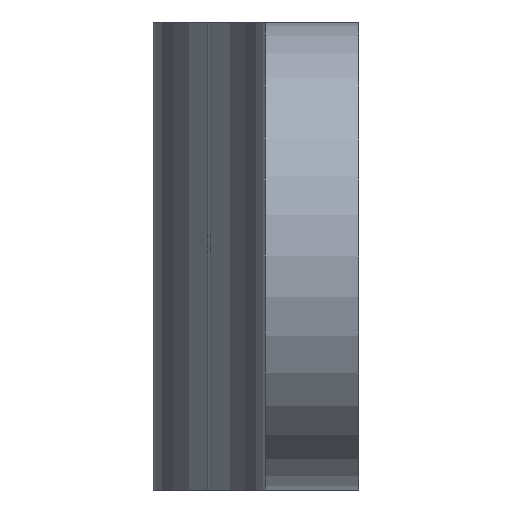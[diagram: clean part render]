
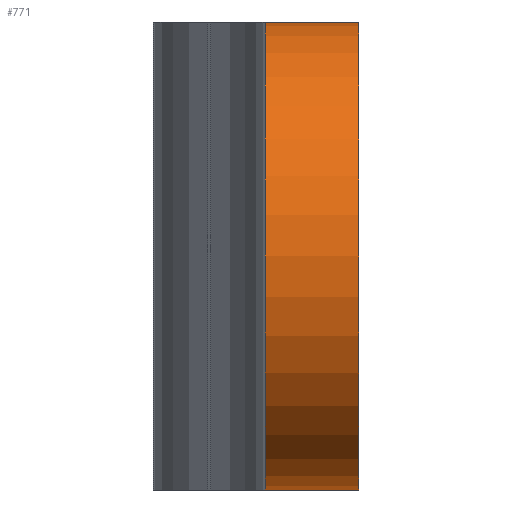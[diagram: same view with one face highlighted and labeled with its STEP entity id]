
A CAD part, left-side view. The second image highlights one B-rep face of the part: STEP entity #771.
In plain terms, the highlighted cylindrical face has radius 12.5 mm (diameter 25 mm), a partial arc.
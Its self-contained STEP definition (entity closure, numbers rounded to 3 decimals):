
#16 = AXIS2_PLACEMENT_3D ( 'NONE', #543, #958, #540 ) ;
#53 = CIRCLE ( 'NONE', #16, 12.5 ) ;
#66 = VECTOR ( 'NONE', #406, 1000. ) ;
#68 = VECTOR ( 'NONE', #217, 1000. ) ;
#96 = CARTESIAN_POINT ( 'NONE',  ( -44.5, 0., 0. ) ) ;
#119 = DIRECTION ( 'NONE',  ( 0., 1., 0. ) ) ;
#181 = EDGE_CURVE ( 'NONE', #673, #652, #733, .T. ) ;
#217 = DIRECTION ( 'NONE',  ( 0., 1., 0. ) ) ;
#265 = ORIENTED_EDGE ( 'NONE', *, *, #181, .F. ) ;
#280 = CIRCLE ( 'NONE', #499, 12.5 ) ;
#281 = AXIS2_PLACEMENT_3D ( 'NONE', #670, #119, #435 ) ;
#406 = DIRECTION ( 'NONE',  ( 0., 1., 0. ) ) ;
#407 = ORIENTED_EDGE ( 'NONE', *, *, #425, .F. ) ;
#419 = EDGE_CURVE ( 'NONE', #652, #740, #280, .T. ) ;
#425 = EDGE_CURVE ( 'NONE', #745, #673, #53, .T. ) ;
#426 = ORIENTED_EDGE ( 'NONE', *, *, #568, .T. ) ;
#435 = DIRECTION ( 'NONE',  ( 0., 0., 1. ) ) ;
#439 = CYLINDRICAL_SURFACE ( 'NONE', #281, 12.5 ) ;
#499 = AXIS2_PLACEMENT_3D ( 'NONE', #516, #936, #532 ) ;
#513 = CARTESIAN_POINT ( 'NONE',  ( -44.5, -5., 25. ) ) ;
#516 = CARTESIAN_POINT ( 'NONE',  ( -44.5, 0., 12.5 ) ) ;
#532 = DIRECTION ( 'NONE',  ( 0., 0., 1. ) ) ;
#540 = DIRECTION ( 'NONE',  ( 0., 0., -1. ) ) ;
#543 = CARTESIAN_POINT ( 'NONE',  ( -44.5, -5., 12.5 ) ) ;
#568 = EDGE_CURVE ( 'NONE', #745, #740, #620, .T. ) ;
#620 = LINE ( 'NONE', #944, #68 ) ;
#638 = ORIENTED_EDGE ( 'NONE', *, *, #419, .F. ) ;
#641 = CARTESIAN_POINT ( 'NONE',  ( -44.5, -10., 0. ) ) ;
#652 = VERTEX_POINT ( 'NONE', #96 ) ;
#660 = EDGE_LOOP ( 'NONE', ( #426, #638, #265, #407 ) ) ;
#670 = CARTESIAN_POINT ( 'NONE',  ( -44.5, -10., 12.5 ) ) ;
#673 = VERTEX_POINT ( 'NONE', #984 ) ;
#675 = FACE_OUTER_BOUND ( 'NONE', #660, .T. ) ;
#733 = LINE ( 'NONE', #641, #66 ) ;
#740 = VERTEX_POINT ( 'NONE', #846 ) ;
#745 = VERTEX_POINT ( 'NONE', #513 ) ;
#771 = ADVANCED_FACE ( 'NONE', ( #675 ), #439, .T. ) ;
#846 = CARTESIAN_POINT ( 'NONE',  ( -44.5, 0., 25. ) ) ;
#936 = DIRECTION ( 'NONE',  ( 0., 1., 0. ) ) ;
#944 = CARTESIAN_POINT ( 'NONE',  ( -44.5, -10., 25. ) ) ;
#958 = DIRECTION ( 'NONE',  ( 0., -1., 0. ) ) ;
#984 = CARTESIAN_POINT ( 'NONE',  ( -44.5, -5., 0. ) ) ;
